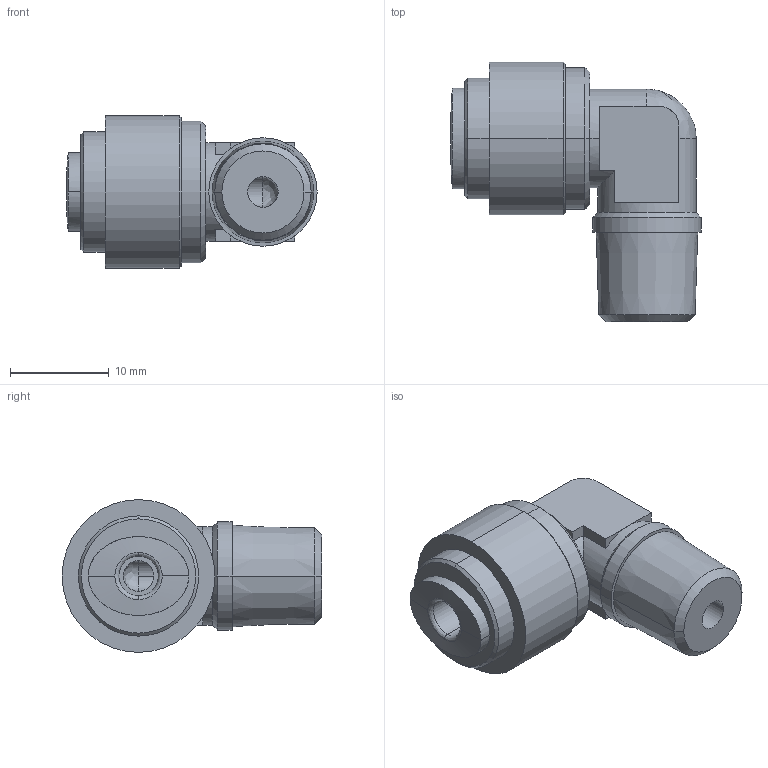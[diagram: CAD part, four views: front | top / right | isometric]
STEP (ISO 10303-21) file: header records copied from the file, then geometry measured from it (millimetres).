
FILE_DESCRIPTION (( 'STEP AP214' ), '1' );
FILE_NAME ('ME532-18N-P.step', '2017-08-29T20:48:00', ( '' ), ( '' ), 'SwSTEP 2.0', 'SolidWorks 2017', '' );
FILE_SCHEMA (( 'AUTOMOTIVE_DESIGN' ));
Length unit declared in the file: inch
Products named in the file (1): ME532-18N-P
Bounding box: 25.4 x 26.35 x 15.5 mm (x, y, z)
Volume: 3827.4 mm3; surface area: 2172.7 mm2
Topology: 1 solids, 1 shells, 65 faces, 153 edges, 93 vertices
Faces by surface type: plane 25, cylinder 20, cone 12, bspline 8
Entity records: 2441 total; most frequent: CARTESIAN_POINT 948, DIRECTION 304, ORIENTED_EDGE 302, EDGE_CURVE 151, AXIS2_PLACEMENT_3D 118, VERTEX_POINT 93, EDGE_LOOP 72, LINE 68
